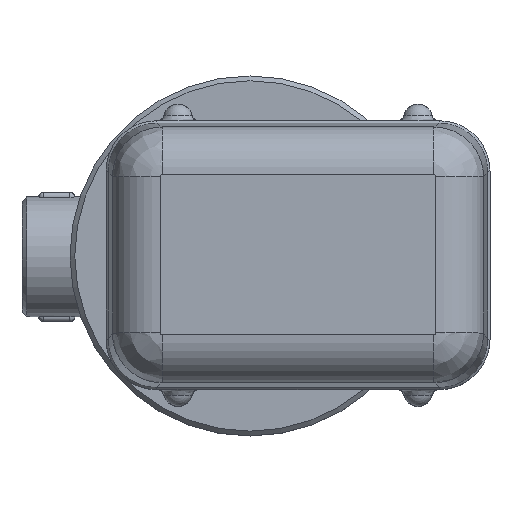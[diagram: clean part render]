
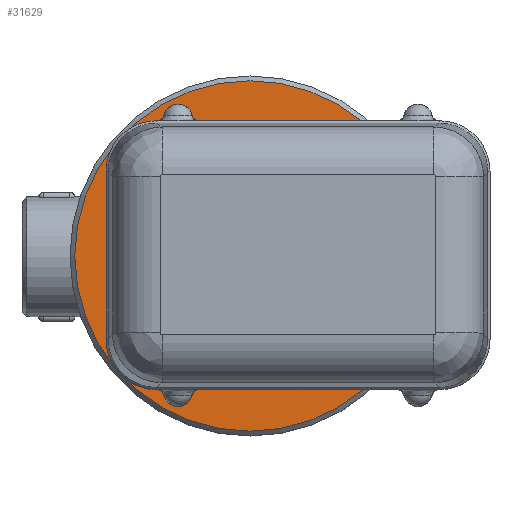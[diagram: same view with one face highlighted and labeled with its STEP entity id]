
A CAD part, top view. The second image highlights one B-rep face of the part: STEP entity #31629.
In plain terms, the highlighted planar face has unit normal (0, 0, 1).
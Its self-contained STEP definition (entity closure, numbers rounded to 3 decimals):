
#31595=CARTESIAN_POINT('',(73.0,0.,284.3));
#31596=VERTEX_POINT('',#31595);
#31597=CARTESIAN_POINT('',(0.0,0.0,284.3));
#31598=DIRECTION('',(0.0,0.0,-1.0));
#31599=DIRECTION('',(-1.0,0.0,0.0));
#31600=AXIS2_PLACEMENT_3D('',#31597,#31598,#31599);
#31601=CIRCLE('',#31600,73.0);
#31602=EDGE_CURVE('',#31596,#31596,#31601,.T.);
#31610=CARTESIAN_POINT('',(0.0,0.0,284.3));
#31611=DIRECTION('',(0.0,0.0,-1.0));
#31612=DIRECTION('',(-1.0,0.0,0.0));
#31613=AXIS2_PLACEMENT_3D('',#31610,#31611,#31612);
#31614=PLANE('',#31613);
#31615=ORIENTED_EDGE('',*,*,#31602,.F.);
#31616=EDGE_LOOP('',(#31615));
#31617=FACE_OUTER_BOUND('',#31616,.T.);
#31618=CARTESIAN_POINT('',(47.5,0.,284.3));
#31619=VERTEX_POINT('',#31618);
#31620=CARTESIAN_POINT('',(0.0,0.0,284.3));
#31621=DIRECTION('',(0.0,0.0,-1.0));
#31622=DIRECTION('',(-1.0,0.0,0.0));
#31623=AXIS2_PLACEMENT_3D('',#31620,#31621,#31622);
#31624=CIRCLE('',#31623,47.5);
#31625=EDGE_CURVE('',#31619,#31619,#31624,.T.);
#31626=ORIENTED_EDGE('',*,*,#31625,.T.);
#31627=EDGE_LOOP('',(#31626));
#31628=FACE_BOUND('',#31627,.T.);
#31629=ADVANCED_FACE('',(#31617,#31628),#31614,.F.);
